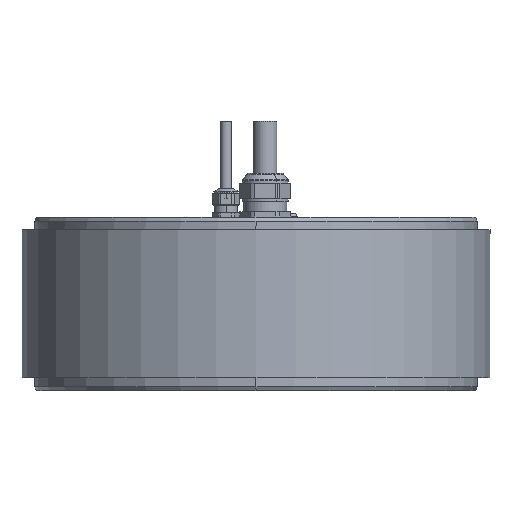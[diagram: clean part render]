
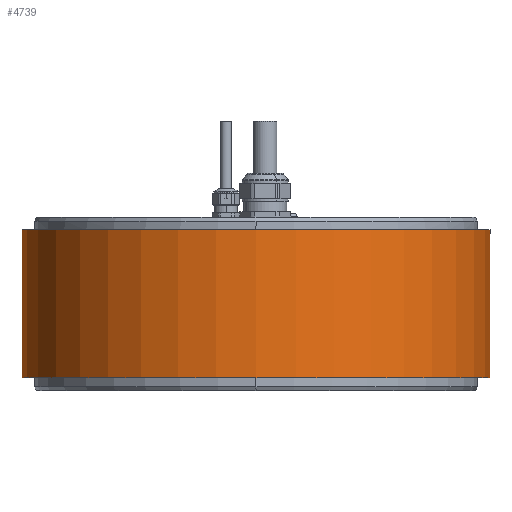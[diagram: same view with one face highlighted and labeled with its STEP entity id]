
A CAD part, front view. The second image highlights one B-rep face of the part: STEP entity #4739.
In plain terms, the highlighted cylindrical face has radius 121.5 mm (diameter 243 mm), a partial arc.
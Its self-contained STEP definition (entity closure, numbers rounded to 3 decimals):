
#1062=CARTESIAN_POINT('',(0.,0.,-6.6));
#1063=DIRECTION('',(0.,0.,1.));
#1064=DIRECTION('',(-0.243,0.97,0.));
#1065=AXIS2_PLACEMENT_3D('',#1062,#1063,#1064);
#1067=DIRECTION('',(0.,0.,1.));
#1068=VECTOR('',#1067,76.8);
#1069=CARTESIAN_POINT('',(29.5,117.864,-83.4));
#1070=LINE('',#1069,#1068);
#1071=CARTESIAN_POINT('',(0.,0.,-83.4));
#1072=DIRECTION('',(0.,0.,-1.));
#1073=DIRECTION('',(0.243,0.97,0.));
#1074=AXIS2_PLACEMENT_3D('',#1071,#1072,#1073);
#1076=DIRECTION('',(0.,0.,1.));
#1077=VECTOR('',#1076,76.8);
#1078=CARTESIAN_POINT('',(-29.5,117.864,-83.4));
#1079=LINE('',#1078,#1077);
#2785=CARTESIAN_POINT('',(-29.5,117.864,-83.4));
#2786=CARTESIAN_POINT('',(29.5,117.864,-83.4));
#2787=VERTEX_POINT('',#2785);
#2788=VERTEX_POINT('',#2786);
#2789=CARTESIAN_POINT('',(-29.5,117.864,-6.6));
#2790=CARTESIAN_POINT('',(29.5,117.864,-6.6));
#2791=VERTEX_POINT('',#2789);
#2792=VERTEX_POINT('',#2790);
#4727=CARTESIAN_POINT('',(0.,0.,-2.76));
#4728=DIRECTION('',(0.,0.,-1.));
#4729=DIRECTION('',(1.,0.,0.));
#4730=AXIS2_PLACEMENT_3D('',#4727,#4728,#4729);
#4731=CYLINDRICAL_SURFACE('',#4730,121.5);
#4733=ORIENTED_EDGE('',*,*,#4732,.T.);
#4734=ORIENTED_EDGE('',*,*,#4692,.F.);
#4735=ORIENTED_EDGE('',*,*,#4716,.T.);
#4736=ORIENTED_EDGE('',*,*,#4696,.T.);
#4737=EDGE_LOOP('',(#4733,#4734,#4735,#4736));
#4738=FACE_OUTER_BOUND('',#4737,.F.);
#4739=ADVANCED_FACE('',(#4738),#4731,.T.);
#1066=CIRCLE('',#1065,121.5);
#1075=CIRCLE('',#1074,121.5);
#4692=EDGE_CURVE('',#2788,#2792,#1070,.T.);
#4696=EDGE_CURVE('',#2787,#2791,#1079,.T.);
#4716=EDGE_CURVE('',#2788,#2787,#1075,.T.);
#4732=EDGE_CURVE('',#2791,#2792,#1066,.T.);
